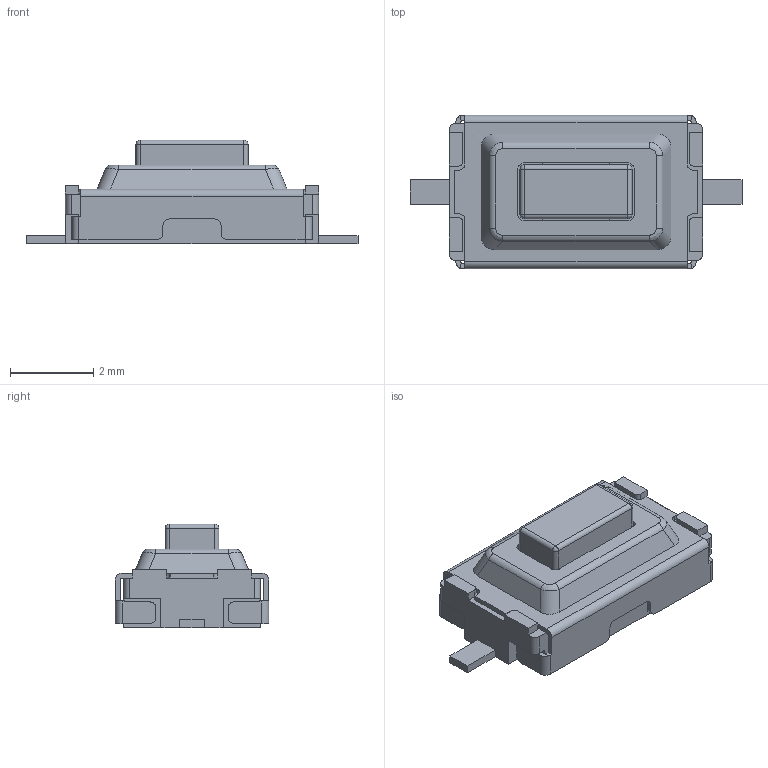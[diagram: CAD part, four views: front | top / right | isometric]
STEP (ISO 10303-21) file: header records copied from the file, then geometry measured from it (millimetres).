
FILE_DESCRIPTION( ( 'STEP AP214' ), '1' );
FILE_NAME( 'PTS636SK25FSMTRLFS.stp', '2021-03-19T12:40:43', ( 'License CC BY-ND 4.0' ), ( 'CADENAS' ), ' ', 'PARTsolutions', ' ' );
FILE_SCHEMA( ( 'AUTOMOTIVE_DESIGN { 1 0 10303 214 1 1 1 1 }' ) );
Length unit declared in the file: millimetre
Products named in the file (8): PTS636SK25FSMTRLFS; MSBR-7_1_1; MSBR-6_1_1; MSBR-4_1_1; MSBR-3_2_1; MSBR-2_2_1; MSBR-1_2_1; PRT0001
Assembly tree (7 placements, depth 2):
  PTS636SK25FSMTRLFS
    MSBR-7_1_1
    MSBR-6_1_1
    MSBR-4_1_1
    MSBR-3_2_1
    MSBR-2_2_1
    MSBR-1_2_1
    PRT0001
Bounding box: 8 x 3.7 x 2.5 mm (x, y, z)
Volume: 27.2 mm3; surface area: 262.3 mm2
Topology: 7 solids, 7 shells, 572 faces, 1630 edges, 1078 vertices
Faces by surface type: plane 343, cylinder 189, bspline 28, extrusion 4, torus 4, sphere 4
Entity records: 20354 total; most frequent: CARTESIAN_POINT 5823, ORIENTED_EDGE 3252, DIRECTION 2649, EDGE_CURVE 1626, VERTEX_POINT 1078, VECTOR 1045, LINE 1041, AXIS2_PLACEMENT_3D 802
